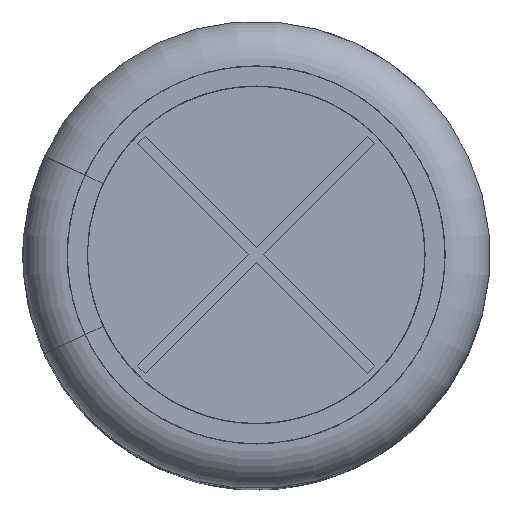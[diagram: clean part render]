
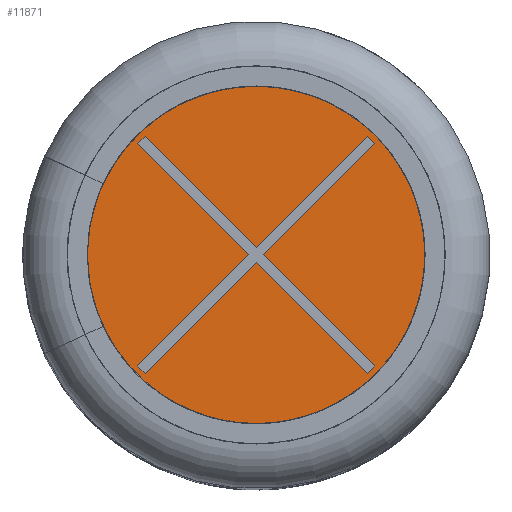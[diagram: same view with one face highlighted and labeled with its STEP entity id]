
A CAD part, top view. The second image highlights one B-rep face of the part: STEP entity #11871.
In plain terms, the highlighted planar face has unit normal (0, 0, 1).
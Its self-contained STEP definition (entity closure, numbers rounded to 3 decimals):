
#538=LINE('',#15117,#1215);
#539=LINE('',#15120,#1216);
#540=LINE('',#15122,#1217);
#541=LINE('',#15124,#1218);
#542=LINE('',#15126,#1219);
#543=LINE('',#15128,#1220);
#544=LINE('',#15130,#1221);
#545=LINE('',#15132,#1222);
#546=LINE('',#15134,#1223);
#547=LINE('',#15136,#1224);
#548=LINE('',#15138,#1225);
#549=LINE('',#15140,#1226);
#1215=VECTOR('',#13081,1000.);
#1216=VECTOR('',#13082,1000.);
#1217=VECTOR('',#13083,1000.);
#1218=VECTOR('',#13084,1000.);
#1219=VECTOR('',#13085,1000.);
#1220=VECTOR('',#13086,1000.);
#1221=VECTOR('',#13087,1000.);
#1222=VECTOR('',#13088,1000.);
#1223=VECTOR('',#13089,1000.);
#1224=VECTOR('',#13090,1000.);
#1225=VECTOR('',#13091,1000.);
#1226=VECTOR('',#13092,1000.);
#1896=ORIENTED_EDGE('',*,*,#4410,.F.);
#1897=ORIENTED_EDGE('',*,*,#4411,.T.);
#1898=ORIENTED_EDGE('',*,*,#4412,.T.);
#1899=ORIENTED_EDGE('',*,*,#4413,.T.);
#1900=ORIENTED_EDGE('',*,*,#4414,.T.);
#1901=ORIENTED_EDGE('',*,*,#4415,.T.);
#1902=ORIENTED_EDGE('',*,*,#4416,.T.);
#1903=ORIENTED_EDGE('',*,*,#4417,.T.);
#1904=ORIENTED_EDGE('',*,*,#4418,.T.);
#1905=ORIENTED_EDGE('',*,*,#4419,.T.);
#1906=ORIENTED_EDGE('',*,*,#4420,.T.);
#1907=ORIENTED_EDGE('',*,*,#4421,.T.);
#1908=ORIENTED_EDGE('',*,*,#4422,.T.);
#4410=EDGE_CURVE('',#5667,#5667,#6522,.T.);
#4411=EDGE_CURVE('',#5668,#5669,#538,.T.);
#4412=EDGE_CURVE('',#5669,#5670,#539,.T.);
#4413=EDGE_CURVE('',#5670,#5671,#540,.T.);
#4414=EDGE_CURVE('',#5671,#5672,#541,.T.);
#4415=EDGE_CURVE('',#5672,#5673,#542,.T.);
#4416=EDGE_CURVE('',#5673,#5674,#543,.T.);
#4417=EDGE_CURVE('',#5674,#5675,#544,.T.);
#4418=EDGE_CURVE('',#5675,#5676,#545,.T.);
#4419=EDGE_CURVE('',#5676,#5677,#546,.T.);
#4420=EDGE_CURVE('',#5677,#5678,#547,.T.);
#4421=EDGE_CURVE('',#5678,#5679,#548,.T.);
#4422=EDGE_CURVE('',#5679,#5668,#549,.T.);
#5667=VERTEX_POINT('',#15116);
#5668=VERTEX_POINT('',#15118);
#5669=VERTEX_POINT('',#15119);
#5670=VERTEX_POINT('',#15121);
#5671=VERTEX_POINT('',#15123);
#5672=VERTEX_POINT('',#15125);
#5673=VERTEX_POINT('',#15127);
#5674=VERTEX_POINT('',#15129);
#5675=VERTEX_POINT('',#15131);
#5676=VERTEX_POINT('',#15133);
#5677=VERTEX_POINT('',#15135);
#5678=VERTEX_POINT('',#15137);
#5679=VERTEX_POINT('',#15139);
#6522=CIRCLE('',#12391,4.045);
#6818=EDGE_LOOP('',(#1896));
#6819=EDGE_LOOP('',(#1897,#1898,#1899,#1900,#1901,#1902,#1903,#1904,#1905,
#1906,#1907,#1908));
#7428=FACE_BOUND('',#6818,.T.);
#7429=FACE_BOUND('',#6819,.T.);
#8038=PLANE('',#12390);
#11871=ADVANCED_FACE('',(#7428,#7429),#8038,.T.);
#12390=AXIS2_PLACEMENT_3D('',#15114,#13077,#13078);
#12391=AXIS2_PLACEMENT_3D('',#15115,#13079,#13080);
#13077=DIRECTION('',(0.,0.,1.));
#13078=DIRECTION('',(1.,0.,0.));
#13079=DIRECTION('',(0.,0.,-1.));
#13080=DIRECTION('',(-1.,0.,0.));
#13081=DIRECTION('',(0.707,0.707,0.));
#13082=DIRECTION('',(0.707,-0.707,0.));
#13083=DIRECTION('',(0.707,0.707,0.));
#13084=DIRECTION('',(0.707,-0.707,0.));
#13085=DIRECTION('',(-0.707,-0.707,0.));
#13086=DIRECTION('',(0.707,-0.707,0.));
#13087=DIRECTION('',(-0.707,-0.707,0.));
#13088=DIRECTION('',(-0.707,0.707,0.));
#13089=DIRECTION('',(-0.707,-0.707,0.));
#13090=DIRECTION('',(-0.707,0.707,0.));
#13091=DIRECTION('',(0.707,0.707,0.));
#13092=DIRECTION('',(-0.707,0.707,0.));
#15114=CARTESIAN_POINT('',(-4.045,0.,19.78));
#15115=CARTESIAN_POINT('',(0.,0.,19.78));
#15116=CARTESIAN_POINT('',(-4.045,0.,19.78));
#15117=CARTESIAN_POINT('',(-2.375,2.533,19.78));
#15118=CARTESIAN_POINT('',(-2.533,2.375,19.78));
#15119=CARTESIAN_POINT('',(-2.375,2.533,19.78));
#15120=CARTESIAN_POINT('',(0.,0.157,19.78));
#15121=CARTESIAN_POINT('',(0.,0.157,19.78));
#15122=CARTESIAN_POINT('',(0.,0.157,19.78));
#15123=CARTESIAN_POINT('',(2.375,2.533,19.78));
#15124=CARTESIAN_POINT('',(2.533,2.375,19.78));
#15125=CARTESIAN_POINT('',(2.533,2.375,19.78));
#15126=CARTESIAN_POINT('',(0.157,0.,19.78));
#15127=CARTESIAN_POINT('',(0.157,0.,19.78));
#15128=CARTESIAN_POINT('',(0.157,0.,19.78));
#15129=CARTESIAN_POINT('',(2.533,-2.375,19.78));
#15130=CARTESIAN_POINT('',(2.533,-2.375,19.78));
#15131=CARTESIAN_POINT('',(2.375,-2.533,19.78));
#15132=CARTESIAN_POINT('',(0.,-0.157,19.78));
#15133=CARTESIAN_POINT('',(0.,-0.157,19.78));
#15134=CARTESIAN_POINT('',(0.,-0.157,19.78));
#15135=CARTESIAN_POINT('',(-2.375,-2.533,19.78));
#15136=CARTESIAN_POINT('',(-2.375,-2.533,19.78));
#15137=CARTESIAN_POINT('',(-2.533,-2.375,19.78));
#15138=CARTESIAN_POINT('',(-0.157,0.,19.78));
#15139=CARTESIAN_POINT('',(-0.157,0.,19.78));
#15140=CARTESIAN_POINT('',(-0.157,0.,19.78));
